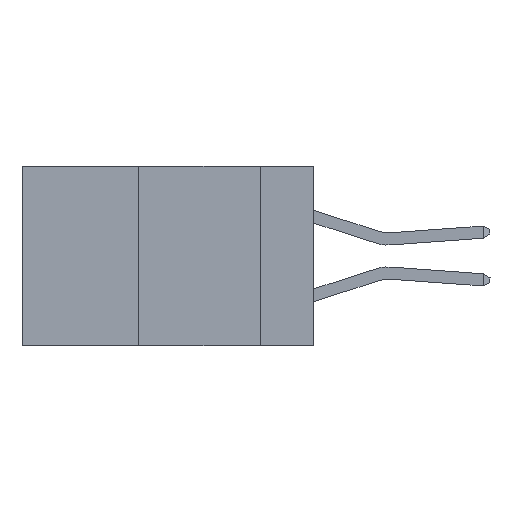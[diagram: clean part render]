
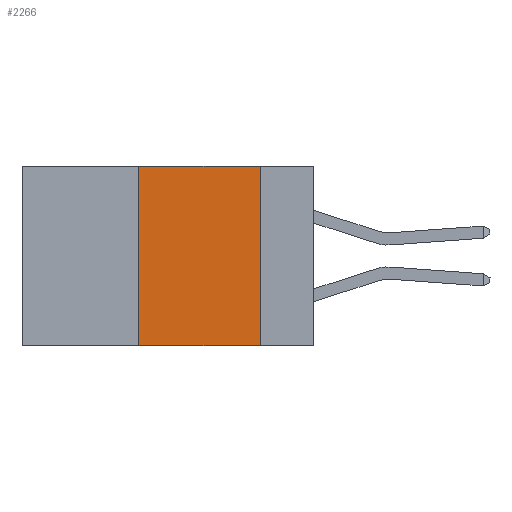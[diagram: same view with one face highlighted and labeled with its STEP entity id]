
A CAD part, left-side view. The second image highlights one B-rep face of the part: STEP entity #2266.
In plain terms, the highlighted planar face has unit normal (-1, 0, 0).
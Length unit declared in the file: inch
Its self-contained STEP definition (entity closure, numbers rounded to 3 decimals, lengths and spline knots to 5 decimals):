
#268 = ORIENTED_EDGE ( 'NONE', *, *, #967, .F. ) ;
#307 = EDGE_CURVE ( 'NONE', #6334, #13763, #9729, .T. ) ;
#597 = VERTEX_POINT ( 'NONE', #19508 ) ;
#967 = EDGE_CURVE ( 'NONE', #597, #13763, #5733, .T. ) ;
#1448 = DIRECTION ( 'NONE',  ( 0., 0., -1. ) ) ;
#1473 = CARTESIAN_POINT ( 'NONE',  ( 0., 0.11, 0. ) ) ;
#1679 = AXIS2_PLACEMENT_3D ( 'NONE', #11076, #10732, #10706 ) ;
#2266 = ADVANCED_FACE ( 'NONE', ( #15696 ), #11240, .F. ) ;
#2790 = CARTESIAN_POINT ( 'NONE',  ( 0., 0.36, 0. ) ) ;
#2798 = CARTESIAN_POINT ( 'NONE',  ( 0., 0.6, 0. ) ) ;
#3295 = VECTOR ( 'NONE', #16819, 39.37008 ) ;
#3695 = DIRECTION ( 'NONE',  ( 0., -1., 0. ) ) ;
#4257 = CARTESIAN_POINT ( 'NONE',  ( 0., 0.36, -0.37 ) ) ;
#4973 = CARTESIAN_POINT ( 'NONE',  ( 0., 0.11, -0.37 ) ) ;
#4992 = EDGE_LOOP ( 'NONE', ( #268, #18957, #6186, #14035 ) ) ;
#5733 = LINE ( 'NONE', #1473, #10433 ) ;
#6186 = ORIENTED_EDGE ( 'NONE', *, *, #8760, .F. ) ;
#6334 = VERTEX_POINT ( 'NONE', #4257 ) ;
#8395 = LINE ( 'NONE', #2798, #11607 ) ;
#8760 = EDGE_CURVE ( 'NONE', #6334, #10466, #19812, .T. ) ;
#9729 = LINE ( 'NONE', #10055, #20078 ) ;
#10055 = CARTESIAN_POINT ( 'NONE',  ( 0., 0.6, -0.37 ) ) ;
#10433 = VECTOR ( 'NONE', #1448, 39.37008 ) ;
#10466 = VERTEX_POINT ( 'NONE', #17263 ) ;
#10706 = DIRECTION ( 'NONE',  ( 0., 0., -1. ) ) ;
#10732 = DIRECTION ( 'NONE',  ( 1., 0., 0. ) ) ;
#11076 = CARTESIAN_POINT ( 'NONE',  ( 0., 0.6, 0. ) ) ;
#11240 = PLANE ( 'NONE',  #1679 ) ;
#11508 = EDGE_CURVE ( 'NONE', #10466, #597, #8395, .T. ) ;
#11607 = VECTOR ( 'NONE', #16760, 39.37008 ) ;
#13763 = VERTEX_POINT ( 'NONE', #4973 ) ;
#14035 = ORIENTED_EDGE ( 'NONE', *, *, #307, .T. ) ;
#15696 = FACE_OUTER_BOUND ( 'NONE', #4992, .T. ) ;
#16760 = DIRECTION ( 'NONE',  ( 0., -1., 0. ) ) ;
#16819 = DIRECTION ( 'NONE',  ( 0., 0., 1. ) ) ;
#17263 = CARTESIAN_POINT ( 'NONE',  ( 0., 0.36, 0. ) ) ;
#18957 = ORIENTED_EDGE ( 'NONE', *, *, #11508, .F. ) ;
#19508 = CARTESIAN_POINT ( 'NONE',  ( 0., 0.11, 0. ) ) ;
#19812 = LINE ( 'NONE', #2790, #3295 ) ;
#20078 = VECTOR ( 'NONE', #3695, 39.37008 ) ;
